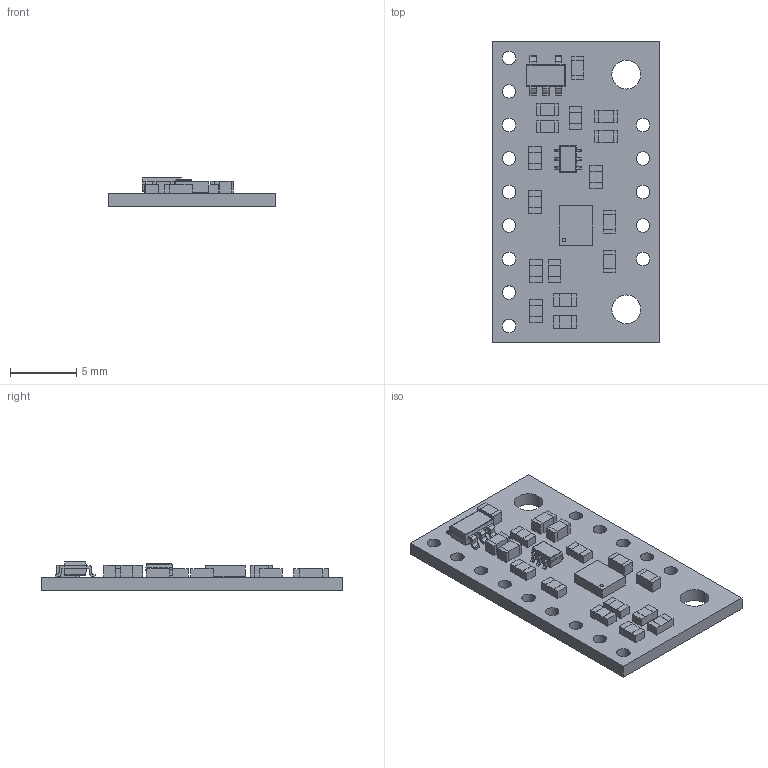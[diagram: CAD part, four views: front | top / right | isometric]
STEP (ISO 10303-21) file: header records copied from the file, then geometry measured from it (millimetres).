
FILE_DESCRIPTION (( 'STEP AP214' ), '1' );
FILE_NAME ('imu06a02-for-step.STEP', '2022-04-07T19:08:18', ( '' ), ( '' ), 'SwSTEP 2.0', 'SolidWorks 2021', '' );
FILE_SCHEMA (( 'AUTOMOTIVE_DESIGN' ));
Length unit declared in the file: inch
Products named in the file (1): imu06a02-for-step
Bounding box: 12.7 x 22.86 x 2.21 mm (x, y, z)
Volume: 309.2 mm3; surface area: 800.6 mm2
Topology: 1 solids, 1 shells, 863 faces, 2317 edges, 1510 vertices
Faces by surface type: plane 576, bspline 187, cylinder 100
Entity records: 44806 total; most frequent: CARTESIAN_POINT 13100, ORIENTED_EDGE 4634, DIRECTION 3407, EDGE_CURVE 2317, LINE 1717, VECTOR 1717, VERTEX_POINT 1510, EDGE_LOOP 993
